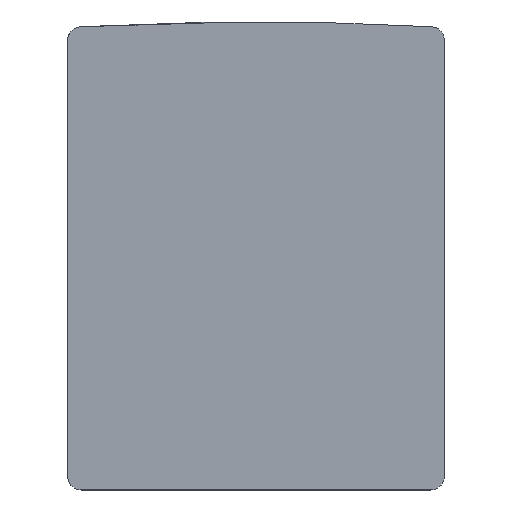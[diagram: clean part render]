
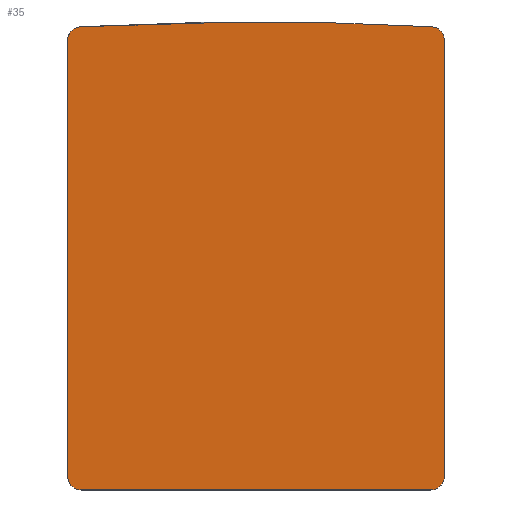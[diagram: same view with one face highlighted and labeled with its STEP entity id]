
A CAD part, top view. The second image highlights one B-rep face of the part: STEP entity #35.
In plain terms, the highlighted planar face has unit normal (0, -0.038, 0.999).
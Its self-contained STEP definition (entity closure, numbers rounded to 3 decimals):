
#35=ADVANCED_FACE('',(#55),#326,.T.);
#55=FACE_OUTER_BOUND('',#77,.T.);
#77=EDGE_LOOP('',(#166,#167,#168,#169,#170,#171,#172,#173));
#166=ORIENTED_EDGE('',*,*,#216,.T.);
#167=ORIENTED_EDGE('',*,*,#221,.T.);
#168=ORIENTED_EDGE('',*,*,#220,.F.);
#169=ORIENTED_EDGE('',*,*,#219,.T.);
#170=ORIENTED_EDGE('',*,*,#210,.T.);
#171=ORIENTED_EDGE('',*,*,#218,.T.);
#172=ORIENTED_EDGE('',*,*,#205,.T.);
#173=ORIENTED_EDGE('',*,*,#217,.T.);
#205=EDGE_CURVE('',#302,#301,#265,.T.);
#210=EDGE_CURVE('',#304,#303,#268,.T.);
#216=EDGE_CURVE('',#299,#300,#269,.T.);
#217=EDGE_CURVE('',#301,#299,#270,.T.);
#218=EDGE_CURVE('',#303,#302,#271,.T.);
#219=EDGE_CURVE('',#305,#304,#272,.T.);
#220=EDGE_CURVE('',#305,#306,#273,.T.);
#221=EDGE_CURVE('',#300,#306,#274,.T.);
#265=B_SPLINE_CURVE_WITH_KNOTS('',1,(#592,#593),.UNSPECIFIED.,.F.,.F.,(2,
2),(-32.95,-1.25),.UNSPECIFIED.);
#268=B_SPLINE_CURVE_WITH_KNOTS('',3,(#605,#606,#607,#608,#609,#610,#611,
#612,#613,#614),.UNSPECIFIED.,.F.,.F.,(4,3,3,4),(0.,0.473,0.5,
39.597),.UNSPECIFIED.);
#269=B_SPLINE_CURVE_WITH_KNOTS('',1,(#628,#629),.UNSPECIFIED.,.F.,.F.,(2,
2),(0.001,39.597),.UNSPECIFIED.);
#270=B_SPLINE_CURVE_WITH_KNOTS('',3,(#630,#631,#632,#633,#634,#635,#636),
 .UNSPECIFIED.,.F.,.F.,(4,3,4),(0.,1.007,2.015),
 .UNSPECIFIED.);
#271=B_SPLINE_CURVE_WITH_KNOTS('',3,(#637,#638,#639,#640,#641,#642,#643),
 .UNSPECIFIED.,.F.,.F.,(4,3,4),(0.,1.008,2.015),
 .UNSPECIFIED.);
#272=B_SPLINE_CURVE_WITH_KNOTS('',3,(#644,#645,#646,#647,#648,#649,#650),
 .UNSPECIFIED.,.F.,.F.,(4,3,4),(0.,0.971,1.942),
 .UNSPECIFIED.);
#273=B_SPLINE_CURVE_WITH_KNOTS('',3,(#651,#652,#653,#654),.UNSPECIFIED.,
 .F.,.F.,(4,4),(0.,31.867),.UNSPECIFIED.);
#274=B_SPLINE_CURVE_WITH_KNOTS('',3,(#655,#656,#657,#658,#659,#660,#661),
 .UNSPECIFIED.,.F.,.F.,(4,3,4),(0.,0.971,1.942),
 .UNSPECIFIED.);
#299=VERTEX_POINT('',#520);
#300=VERTEX_POINT('',#521);
#301=VERTEX_POINT('',#522);
#302=VERTEX_POINT('',#523);
#303=VERTEX_POINT('',#524);
#304=VERTEX_POINT('',#525);
#305=VERTEX_POINT('',#526);
#306=VERTEX_POINT('',#527);
#326=PLANE('',#434);
#434=AXIS2_PLACEMENT_3D('',#495,#462,$);
#462=DIRECTION('',(0.,-0.038,0.999));
#495=CARTESIAN_POINT('',(31.058,-38.426,16.484));
#520=CARTESIAN_POINT('',(65.6,-36.75,16.547));
#521=CARTESIAN_POINT('',(65.6,2.819,18.037));
#522=CARTESIAN_POINT('',(64.35,-38.,16.5));
#523=CARTESIAN_POINT('',(32.65,-38.,16.5));
#524=CARTESIAN_POINT('',(31.4,-36.75,16.547));
#525=CARTESIAN_POINT('',(31.4,2.819,18.037));
#526=CARTESIAN_POINT('',(32.582,4.067,18.084));
#527=CARTESIAN_POINT('',(64.418,4.067,18.084));
#592=CARTESIAN_POINT('',(32.65,-38.,16.5));
#593=CARTESIAN_POINT('',(64.35,-38.,16.5));
#605=CARTESIAN_POINT('',(31.4,2.819,18.037));
#606=CARTESIAN_POINT('',(31.4,2.661,18.031));
#607=CARTESIAN_POINT('',(31.4,2.503,18.025));
#608=CARTESIAN_POINT('',(31.4,2.346,18.019));
#609=CARTESIAN_POINT('',(31.4,2.337,18.019));
#610=CARTESIAN_POINT('',(31.4,2.328,18.018));
#611=CARTESIAN_POINT('',(31.4,2.319,18.018));
#612=CARTESIAN_POINT('',(31.4,-10.704,17.528));
#613=CARTESIAN_POINT('',(31.4,-23.727,17.037));
#614=CARTESIAN_POINT('',(31.4,-36.75,16.547));
#628=CARTESIAN_POINT('',(65.6,-36.75,16.547));
#629=CARTESIAN_POINT('',(65.6,2.819,18.037));
#630=CARTESIAN_POINT('',(64.35,-38.,16.5));
#631=CARTESIAN_POINT('',(64.682,-38.,16.5));
#632=CARTESIAN_POINT('',(65.,-37.868,16.505));
#633=CARTESIAN_POINT('',(65.234,-37.634,16.514));
#634=CARTESIAN_POINT('',(65.468,-37.399,16.523));
#635=CARTESIAN_POINT('',(65.6,-37.081,16.535));
#636=CARTESIAN_POINT('',(65.6,-36.75,16.547));
#637=CARTESIAN_POINT('',(31.4,-36.75,16.547));
#638=CARTESIAN_POINT('',(31.4,-37.081,16.535));
#639=CARTESIAN_POINT('',(31.532,-37.399,16.523));
#640=CARTESIAN_POINT('',(31.766,-37.634,16.514));
#641=CARTESIAN_POINT('',(32.,-37.868,16.505));
#642=CARTESIAN_POINT('',(32.318,-38.,16.5));
#643=CARTESIAN_POINT('',(32.65,-38.,16.5));
#644=CARTESIAN_POINT('',(32.582,4.067,18.084));
#645=CARTESIAN_POINT('',(32.263,4.049,18.083));
#646=CARTESIAN_POINT('',(31.962,3.91,18.078));
#647=CARTESIAN_POINT('',(31.742,3.678,18.069));
#648=CARTESIAN_POINT('',(31.522,3.446,18.06));
#649=CARTESIAN_POINT('',(31.4,3.138,18.049));
#650=CARTESIAN_POINT('',(31.4,2.819,18.037));
#651=CARTESIAN_POINT('',(32.582,4.067,18.084));
#652=CARTESIAN_POINT('',(43.186,4.644,18.105));
#653=CARTESIAN_POINT('',(53.814,4.644,18.105));
#654=CARTESIAN_POINT('',(64.418,4.067,18.084));
#655=CARTESIAN_POINT('',(65.6,2.819,18.037));
#656=CARTESIAN_POINT('',(65.6,3.138,18.049));
#657=CARTESIAN_POINT('',(65.478,3.446,18.06));
#658=CARTESIAN_POINT('',(65.258,3.678,18.069));
#659=CARTESIAN_POINT('',(65.038,3.91,18.078));
#660=CARTESIAN_POINT('',(64.737,4.049,18.083));
#661=CARTESIAN_POINT('',(64.418,4.067,18.084));
